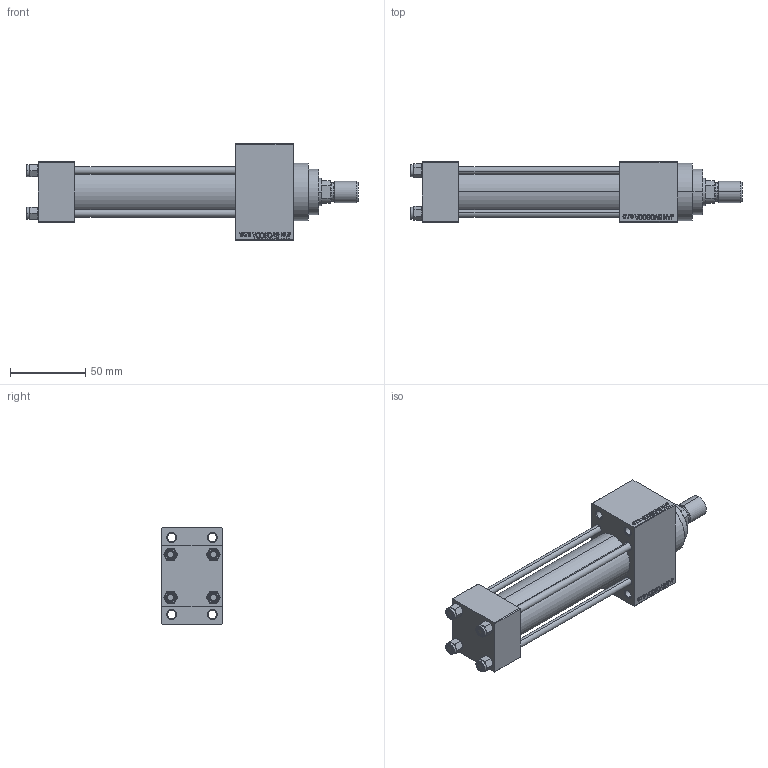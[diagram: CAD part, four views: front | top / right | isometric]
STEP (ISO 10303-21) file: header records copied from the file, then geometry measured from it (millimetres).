
FILE_DESCRIPTION (( 'STEP AP203' ), '1' );
FILE_NAME ('813b.STEP', '2022-04-16T08:37:46', ( '' ), ( '' ), 'SwSTEP 2.0', 'SolidWorks 2019', '' );
FILE_SCHEMA (( 'CONFIG_CONTROL_DESIGN' ));
Length unit declared in the file: millimetre
Products named in the file (7): NUT_M5_D 1f9e141b26e91f9e3c3113543011b02f; ROD_END_AH 1f9e141b26e91f9e3c3113543011b02f; V215_VC_A 1f9e141b26e91f9e3c3113543011b02f; 813b; V215CR_VCP_D 1f9e141b26e91f9e3c3113543011b02f; V215CR_D_Body 1f9e141b26e91f9e3c3113543011b02f; V215CR_D_TYCINKA 1f9e141b26e91f9e3c3113543011b02f
Assembly tree (12 placements, depth 2):
  813b
    V215CR_D_Body 1f9e141b26e91f9e3c3113543011b02f
    V215CR_VCP_D 1f9e141b26e91f9e3c3113543011b02f
    NUT_M5_D 1f9e141b26e91f9e3c3113543011b02f  x4
    V215CR_D_TYCINKA 1f9e141b26e91f9e3c3113543011b02f  x4
    V215_VC_A 1f9e141b26e91f9e3c3113543011b02f
    ROD_END_AH 1f9e141b26e91f9e3c3113543011b02f
Bounding box: 220 x 40 x 64 mm (x, y, z)
Volume: 217859.8 mm3; surface area: 83409.3 mm2
Topology: 12 solids, 12 shells, 1115 faces, 2770 edges, 1791 vertices
Faces by surface type: plane 499, bspline 368, cone 148, cylinder 90, torus 10
Entity records: 47571 total; most frequent: CARTESIAN_POINT 25092, ORIENTED_EDGE 5032, DIRECTION 3252, EDGE_CURVE 2516, VERTEX_POINT 1647, LINE 1510, VECTOR 1510, EDGE_LOOP 1127
